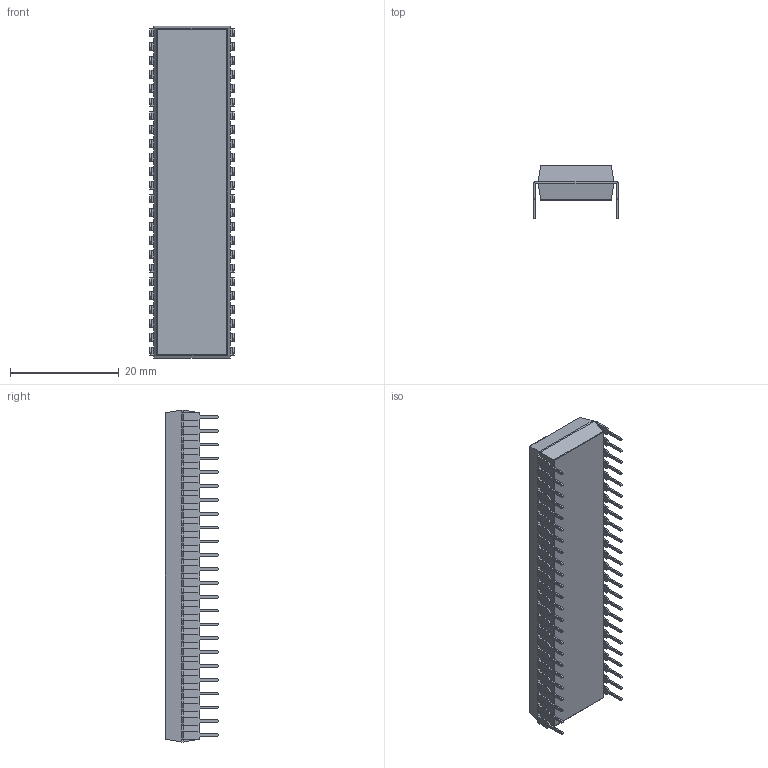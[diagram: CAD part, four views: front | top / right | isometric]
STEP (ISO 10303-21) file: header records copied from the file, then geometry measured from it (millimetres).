
FILE_DESCRIPTION (( 'STEP AP214' ), '1' );
FILE_NAME ('DIP48-600.step', '2011-03-01T20:01:33', ( 'iLLuSioN' ), ( 'Home' ), 'SwSTEP 2.0', 'SolidWorks 2009', '' );
FILE_SCHEMA (( 'AUTOMOTIVE_DESIGN' ));
Length unit declared in the file: millimetre
Products named in the file (1): DIP48-600
Bounding box: 15.54 x 9.8 x 60.96 mm (x, y, z)
Volume: 5266.6 mm3; surface area: 3344.7 mm2
Topology: 1 solids, 1 shells, 794 faces, 2168 edges, 1376 vertices
Faces by surface type: plane 687, cylinder 107
Entity records: 33267 total; most frequent: CARTESIAN_POINT 4399, ORIENTED_EDGE 4336, DIRECTION 3942, EDGE_CURVE 2168, VECTOR 1960, LINE 1960, VERTEX_POINT 1376, AXIS2_PLACEMENT_3D 991
